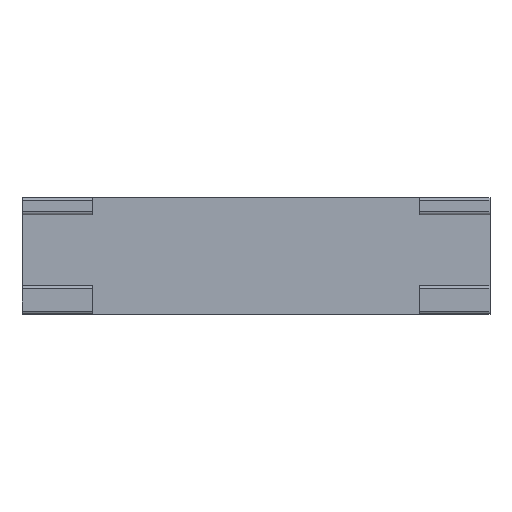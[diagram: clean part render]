
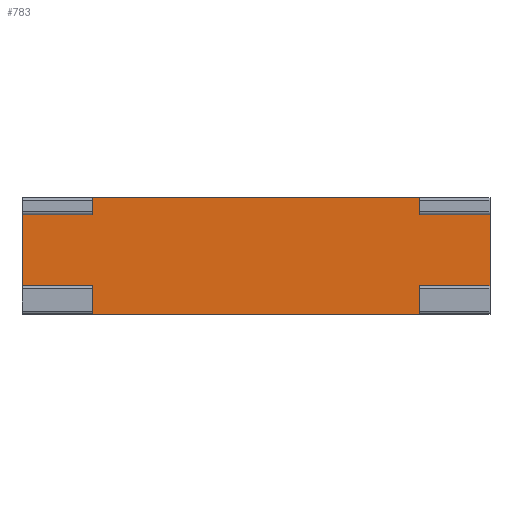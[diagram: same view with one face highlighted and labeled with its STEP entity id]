
A CAD part, top view. The second image highlights one B-rep face of the part: STEP entity #783.
In plain terms, the highlighted planar face has unit normal (0, 0, 1).
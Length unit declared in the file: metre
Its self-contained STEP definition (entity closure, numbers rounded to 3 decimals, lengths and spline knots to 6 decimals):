
#70=ORIENTED_EDGE('',*,*,#310,.F.);
#71=ORIENTED_EDGE('',*,*,#311,.T.);
#72=ORIENTED_EDGE('',*,*,#312,.F.);
#73=ORIENTED_EDGE('',*,*,#309,.F.);
#74=ORIENTED_EDGE('',*,*,#313,.T.);
#75=ORIENTED_EDGE('',*,*,#314,.F.);
#76=ORIENTED_EDGE('',*,*,#315,.F.);
#77=ORIENTED_EDGE('',*,*,#316,.F.);
#78=ORIENTED_EDGE('',*,*,#317,.T.);
#79=ORIENTED_EDGE('',*,*,#318,.T.);
#80=ORIENTED_EDGE('',*,*,#319,.T.);
#81=ORIENTED_EDGE('',*,*,#320,.T.);
#309=EDGE_CURVE('',#429,#427,#509,.T.);
#310=EDGE_CURVE('',#430,#431,#510,.T.);
#311=EDGE_CURVE('',#430,#432,#511,.T.);
#312=EDGE_CURVE('',#427,#432,#512,.T.);
#313=EDGE_CURVE('',#429,#433,#513,.T.);
#314=EDGE_CURVE('',#434,#433,#514,.T.);
#315=EDGE_CURVE('',#435,#434,#515,.T.);
#316=EDGE_CURVE('',#436,#435,#516,.T.);
#317=EDGE_CURVE('',#436,#437,#517,.T.);
#318=EDGE_CURVE('',#437,#438,#518,.T.);
#319=EDGE_CURVE('',#438,#439,#519,.T.);
#320=EDGE_CURVE('',#439,#431,#520,.T.);
#427=VERTEX_POINT('',#1161);
#429=VERTEX_POINT('',#1165);
#430=VERTEX_POINT('',#1169);
#431=VERTEX_POINT('',#1170);
#432=VERTEX_POINT('',#1172);
#433=VERTEX_POINT('',#1175);
#434=VERTEX_POINT('',#1177);
#435=VERTEX_POINT('',#1179);
#436=VERTEX_POINT('',#1181);
#437=VERTEX_POINT('',#1183);
#438=VERTEX_POINT('',#1185);
#439=VERTEX_POINT('',#1187);
#509=LINE('',#1166,#593);
#510=LINE('',#1168,#594);
#511=LINE('',#1171,#595);
#512=LINE('',#1173,#596);
#513=LINE('',#1174,#597);
#514=LINE('',#1176,#598);
#515=LINE('',#1178,#599);
#516=LINE('',#1180,#600);
#517=LINE('',#1182,#601);
#518=LINE('',#1184,#602);
#519=LINE('',#1186,#603);
#520=LINE('',#1188,#604);
#593=VECTOR('',#922,1.);
#594=VECTOR('',#925,1.);
#595=VECTOR('',#926,1.);
#596=VECTOR('',#927,1.);
#597=VECTOR('',#928,1.);
#598=VECTOR('',#929,1.);
#599=VECTOR('',#930,1.);
#600=VECTOR('',#931,1.);
#601=VECTOR('',#932,1.);
#602=VECTOR('',#933,1.);
#603=VECTOR('',#934,1.);
#604=VECTOR('',#935,1.);
#675=EDGE_LOOP('',(#70,#71,#72,#73,#74,#75,#76,#77,#78,#79,#80,#81));
#717=FACE_BOUND('',#675,.T.);
#759=PLANE('',#838);
#783=ADVANCED_FACE('',(#717),#759,.T.);
#838=AXIS2_PLACEMENT_3D('',#1167,#923,#924);
#922=DIRECTION('',(1.,0.,0.));
#923=DIRECTION('',(0.,0.,1.));
#924=DIRECTION('',(1.,0.,0.));
#925=DIRECTION('',(0.,-1.,0.));
#926=DIRECTION('',(1.,0.,0.));
#927=DIRECTION('',(0.,-1.,0.));
#928=DIRECTION('',(0.,1.,0.));
#929=DIRECTION('',(1.,0.,0.));
#930=DIRECTION('',(0.,1.,0.));
#931=DIRECTION('',(1.,0.,0.));
#932=DIRECTION('',(0.,-1.,0.));
#933=DIRECTION('',(1.,0.,0.));
#934=DIRECTION('',(0.,-1.,0.));
#935=DIRECTION('',(1.,0.,0.));
#1161=CARTESIAN_POINT('',(0.1,0.,0.));
#1165=CARTESIAN_POINT('',(0.085,0.,0.));
#1166=CARTESIAN_POINT('',(0.0925,0.,0.));
#1167=CARTESIAN_POINT('',(0.0075,-0.01,0.));
#1168=CARTESIAN_POINT('',(0.085,-0.0212,0.));
#1169=CARTESIAN_POINT('',(0.085,-0.02,0.));
#1170=CARTESIAN_POINT('',(0.085,-0.0224,0.));
#1171=CARTESIAN_POINT('',(0.0925,-0.02,0.));
#1172=CARTESIAN_POINT('',(0.1,-0.02,0.));
#1173=CARTESIAN_POINT('',(0.1,-0.01,0.));
#1174=CARTESIAN_POINT('',(0.085,0.0012,0.));
#1175=CARTESIAN_POINT('',(0.085,0.0024,0.));
#1176=CARTESIAN_POINT('',(0.0075,0.0024,0.));
#1177=CARTESIAN_POINT('',(0.015,0.0024,0.));
#1178=CARTESIAN_POINT('',(0.015,0.0012,0.));
#1179=CARTESIAN_POINT('',(0.015,0.,0.));
#1180=CARTESIAN_POINT('',(0.0075,0.,0.));
#1181=CARTESIAN_POINT('',(0.,0.,0.));
#1182=CARTESIAN_POINT('',(0.,-0.01,0.));
#1183=CARTESIAN_POINT('',(0.,-0.02,0.));
#1184=CARTESIAN_POINT('',(0.0075,-0.02,0.));
#1185=CARTESIAN_POINT('',(0.015,-0.02,0.));
#1186=CARTESIAN_POINT('',(0.015,-0.0212,0.));
#1187=CARTESIAN_POINT('',(0.015,-0.0224,0.));
#1188=CARTESIAN_POINT('',(0.0075,-0.0224,0.));
